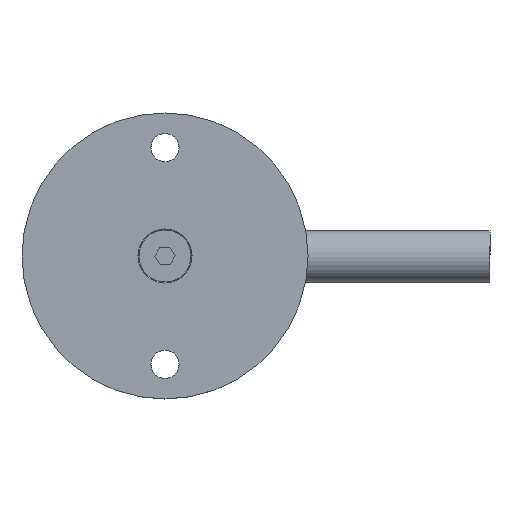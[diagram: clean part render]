
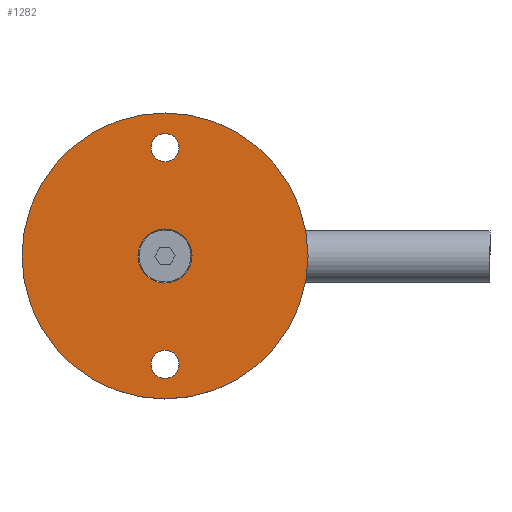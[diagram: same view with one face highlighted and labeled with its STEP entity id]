
A CAD part, top view. The second image highlights one B-rep face of the part: STEP entity #1282.
In plain terms, the highlighted planar face has unit normal (0, 0, 1).
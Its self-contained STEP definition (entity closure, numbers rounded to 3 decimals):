
#13 = CARTESIAN_POINT ( 'NONE',  ( 0., 0., 4. ) ) ;
#54 = CARTESIAN_POINT ( 'NONE',  ( 3.25, 25., 4. ) ) ;
#87 = ORIENTED_EDGE ( 'NONE', *, *, #415, .F. ) ;
#103 = EDGE_LOOP ( 'NONE', ( #813, #378 ) ) ;
#120 = CARTESIAN_POINT ( 'NONE',  ( -33., 0., 4. ) ) ;
#139 = EDGE_LOOP ( 'NONE', ( #87, #1152 ) ) ;
#158 = EDGE_LOOP ( 'NONE', ( #1498, #570 ) ) ;
#230 = AXIS2_PLACEMENT_3D ( 'NONE', #1203, #959, #571 ) ;
#237 = CARTESIAN_POINT ( 'NONE',  ( 0., 0., 4. ) ) ;
#251 = EDGE_CURVE ( 'NONE', #1667, #1620, #1591, .T. ) ;
#310 = CIRCLE ( 'NONE', #1263, 6.25 ) ;
#325 = DIRECTION ( 'NONE',  ( -1., 0., 0. ) ) ;
#351 = FACE_BOUND ( 'NONE', #103, .T. ) ;
#368 = DIRECTION ( 'NONE',  ( 1., 0., 0. ) ) ;
#378 = ORIENTED_EDGE ( 'NONE', *, *, #251, .F. ) ;
#390 = FACE_BOUND ( 'NONE', #465, .T. ) ;
#413 = CIRCLE ( 'NONE', #1192, 33. ) ;
#415 = EDGE_CURVE ( 'NONE', #868, #418, #440, .T. ) ;
#418 = VERTEX_POINT ( 'NONE', #728 ) ;
#425 = CIRCLE ( 'NONE', #1614, 3.25 ) ;
#440 = CIRCLE ( 'NONE', #1015, 6.25 ) ;
#458 = CARTESIAN_POINT ( 'NONE',  ( 0., -25., 4. ) ) ;
#461 = FACE_BOUND ( 'NONE', #139, .T. ) ;
#465 = EDGE_LOOP ( 'NONE', ( #792, #1394 ) ) ;
#562 = AXIS2_PLACEMENT_3D ( 'NONE', #458, #725, #325 ) ;
#570 = ORIENTED_EDGE ( 'NONE', *, *, #574, .T. ) ;
#571 = DIRECTION ( 'NONE',  ( -1., 0., 0. ) ) ;
#574 = EDGE_CURVE ( 'NONE', #595, #1572, #413, .T. ) ;
#591 = PLANE ( 'NONE',  #1527 ) ;
#595 = VERTEX_POINT ( 'NONE', #1389 ) ;
#619 = DIRECTION ( 'NONE',  ( 0., 0., 1. ) ) ;
#648 = VERTEX_POINT ( 'NONE', #1672 ) ;
#716 = EDGE_CURVE ( 'NONE', #975, #648, #1507, .T. ) ;
#725 = DIRECTION ( 'NONE',  ( 0., 0., 1. ) ) ;
#728 = CARTESIAN_POINT ( 'NONE',  ( -6.25, 0., 4. ) ) ;
#762 = DIRECTION ( 'NONE',  ( 0., 0., 1. ) ) ;
#771 = CARTESIAN_POINT ( 'NONE',  ( 3.25, -25., 4. ) ) ;
#792 = ORIENTED_EDGE ( 'NONE', *, *, #716, .F. ) ;
#806 = CARTESIAN_POINT ( 'NONE',  ( 6.25, 0., 4. ) ) ;
#813 = ORIENTED_EDGE ( 'NONE', *, *, #932, .F. ) ;
#868 = VERTEX_POINT ( 'NONE', #806 ) ;
#879 = DIRECTION ( 'NONE',  ( 1., 0., 0. ) ) ;
#920 = DIRECTION ( 'NONE',  ( 0., 0., 1. ) ) ;
#928 = EDGE_CURVE ( 'NONE', #418, #868, #310, .T. ) ;
#932 = EDGE_CURVE ( 'NONE', #1620, #1667, #1604, .T. ) ;
#959 = DIRECTION ( 'NONE',  ( 0., 0., 1. ) ) ;
#970 = DIRECTION ( 'NONE',  ( 1., 0., 0. ) ) ;
#971 = DIRECTION ( 'NONE',  ( 0., 0., 1. ) ) ;
#975 = VERTEX_POINT ( 'NONE', #54 ) ;
#976 = DIRECTION ( 'NONE',  ( 1., 0., 0. ) ) ;
#1015 = AXIS2_PLACEMENT_3D ( 'NONE', #237, #1221, #976 ) ;
#1099 = CARTESIAN_POINT ( 'NONE',  ( 0., 0., 4. ) ) ;
#1117 = CARTESIAN_POINT ( 'NONE',  ( 0., 25., 4. ) ) ;
#1124 = CARTESIAN_POINT ( 'NONE',  ( -3.25, -25., 4. ) ) ;
#1143 = FACE_OUTER_BOUND ( 'NONE', #158, .T. ) ;
#1151 = DIRECTION ( 'NONE',  ( 1., 0., 0. ) ) ;
#1152 = ORIENTED_EDGE ( 'NONE', *, *, #928, .F. ) ;
#1192 = AXIS2_PLACEMENT_3D ( 'NONE', #1099, #971, #1358 ) ;
#1203 = CARTESIAN_POINT ( 'NONE',  ( 0., -25., 4. ) ) ;
#1204 = AXIS2_PLACEMENT_3D ( 'NONE', #1289, #762, #368 ) ;
#1221 = DIRECTION ( 'NONE',  ( 0., 0., 1. ) ) ;
#1263 = AXIS2_PLACEMENT_3D ( 'NONE', #13, #920, #1430 ) ;
#1282 = ADVANCED_FACE ( 'NONE', ( #461, #351, #390, #1143 ), #591, .T. ) ;
#1286 = CARTESIAN_POINT ( 'NONE',  ( 0., 25., 4. ) ) ;
#1289 = CARTESIAN_POINT ( 'NONE',  ( 0., 0., 4. ) ) ;
#1338 = AXIS2_PLACEMENT_3D ( 'NONE', #1286, #1523, #1151 ) ;
#1345 = CIRCLE ( 'NONE', #1204, 33. ) ;
#1356 = CARTESIAN_POINT ( 'NONE',  ( 0., 0., 4. ) ) ;
#1358 = DIRECTION ( 'NONE',  ( 1., 0., 0. ) ) ;
#1369 = EDGE_CURVE ( 'NONE', #648, #975, #425, .T. ) ;
#1389 = CARTESIAN_POINT ( 'NONE',  ( 33., 0., 4. ) ) ;
#1394 = ORIENTED_EDGE ( 'NONE', *, *, #1369, .F. ) ;
#1430 = DIRECTION ( 'NONE',  ( 1., 0., 0. ) ) ;
#1498 = ORIENTED_EDGE ( 'NONE', *, *, #1511, .T. ) ;
#1507 = CIRCLE ( 'NONE', #1338, 3.25 ) ;
#1511 = EDGE_CURVE ( 'NONE', #1572, #595, #1345, .T. ) ;
#1523 = DIRECTION ( 'NONE',  ( 0., 0., 1. ) ) ;
#1527 = AXIS2_PLACEMENT_3D ( 'NONE', #1356, #1629, #970 ) ;
#1572 = VERTEX_POINT ( 'NONE', #120 ) ;
#1591 = CIRCLE ( 'NONE', #562, 3.25 ) ;
#1604 = CIRCLE ( 'NONE', #230, 3.25 ) ;
#1614 = AXIS2_PLACEMENT_3D ( 'NONE', #1117, #619, #879 ) ;
#1620 = VERTEX_POINT ( 'NONE', #1124 ) ;
#1629 = DIRECTION ( 'NONE',  ( 0., 0., 1. ) ) ;
#1667 = VERTEX_POINT ( 'NONE', #771 ) ;
#1672 = CARTESIAN_POINT ( 'NONE',  ( -3.25, 25., 4. ) ) ;
